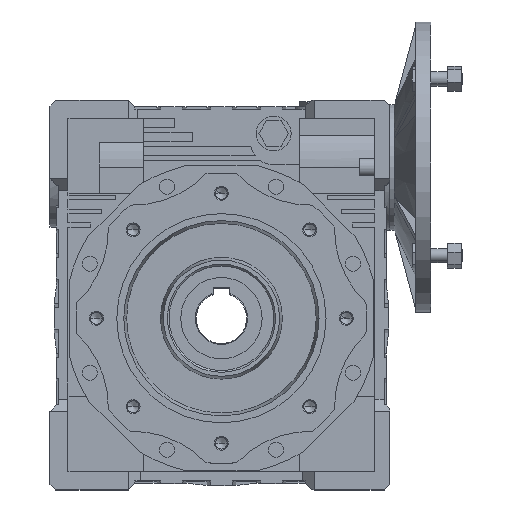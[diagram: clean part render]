
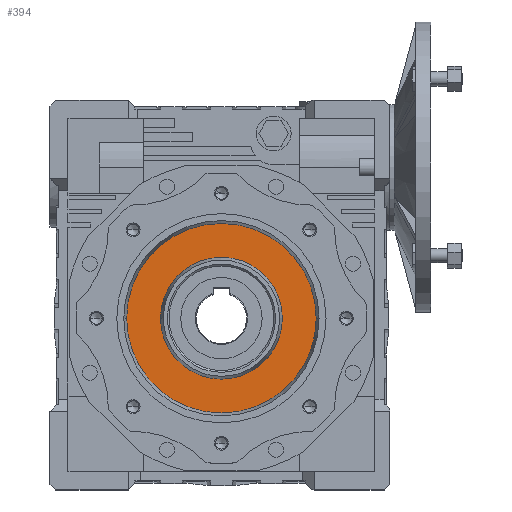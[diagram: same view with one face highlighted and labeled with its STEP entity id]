
A CAD part, top view. The second image highlights one B-rep face of the part: STEP entity #394.
In plain terms, the highlighted planar face has unit normal (0, 0, 1).
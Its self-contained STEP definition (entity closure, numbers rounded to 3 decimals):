
#394 = ADVANCED_FACE( '', ( #1561, #1562 ), #1563, .F. );
#1561 = FACE_OUTER_BOUND( '', #3628, .T. );
#1562 = FACE_BOUND( '', #3629, .T. );
#1563 = PLANE( '', #3630 );
#3628 = EDGE_LOOP( '', ( #6689, #6690 ) );
#3629 = EDGE_LOOP( '', ( #6691, #6692 ) );
#3630 = AXIS2_PLACEMENT_3D( '', #6693, #6694, #6695 );
#6689 = ORIENTED_EDGE( '', *, *, #13798, .T. );
#6690 = ORIENTED_EDGE( '', *, *, #14039, .T. );
#6691 = ORIENTED_EDGE( '', *, *, #14037, .F. );
#6692 = ORIENTED_EDGE( '', *, *, #13802, .F. );
#6693 = CARTESIAN_POINT( '', ( -67., 0., 76. ) );
#6694 = DIRECTION( '', ( 0., 0., -1. ) );
#6695 = DIRECTION( '', ( 1., 0., 0. ) );
#13798 = EDGE_CURVE( '', #16693, #16697, #16699, .T. );
#13802 = EDGE_CURVE( '', #16705, #16701, #16707, .T. );
#14037 = EDGE_CURVE( '', #16701, #16705, #17102, .T. );
#14039 = EDGE_CURVE( '', #16697, #16693, #17104, .T. );
#16693 = VERTEX_POINT( '', #21178 );
#16697 = VERTEX_POINT( '', #21183 );
#16699 = CIRCLE( '', #21186, 81.59 );
#16701 = VERTEX_POINT( '', #21188 );
#16705 = VERTEX_POINT( '', #21193 );
#16707 = CIRCLE( '', #21196, 52.41 );
#17102 = CIRCLE( '', #21789, 52.41 );
#17104 = CIRCLE( '', #21791, 81.59 );
#21178 = CARTESIAN_POINT( '', ( -81.59, 0., 76. ) );
#21183 = CARTESIAN_POINT( '', ( 81.59, 0., 76. ) );
#21186 = AXIS2_PLACEMENT_3D( '', #27787, #27788, #27789 );
#21188 = CARTESIAN_POINT( '', ( -52.41, 0., 76. ) );
#21193 = CARTESIAN_POINT( '', ( 52.41, 0., 76. ) );
#21196 = AXIS2_PLACEMENT_3D( '', #27795, #27796, #27797 );
#21789 = AXIS2_PLACEMENT_3D( '', #28104, #28105, #28106 );
#21791 = AXIS2_PLACEMENT_3D( '', #28110, #28111, #28112 );
#27787 = CARTESIAN_POINT( '', ( 0., 0., 76. ) );
#27788 = DIRECTION( '', ( 0., 0., 1. ) );
#27789 = DIRECTION( '', ( -1., 0., 0. ) );
#27795 = CARTESIAN_POINT( '', ( 0., 0., 76. ) );
#27796 = DIRECTION( '', ( 0., 0., 1. ) );
#27797 = DIRECTION( '', ( -1., 0., 0. ) );
#28104 = CARTESIAN_POINT( '', ( 0., 0., 76. ) );
#28105 = DIRECTION( '', ( 0., 0., 1. ) );
#28106 = DIRECTION( '', ( -1., 0., 0. ) );
#28110 = CARTESIAN_POINT( '', ( 0., 0., 76. ) );
#28111 = DIRECTION( '', ( 0., 0., 1. ) );
#28112 = DIRECTION( '', ( -1., 0., 0. ) );
